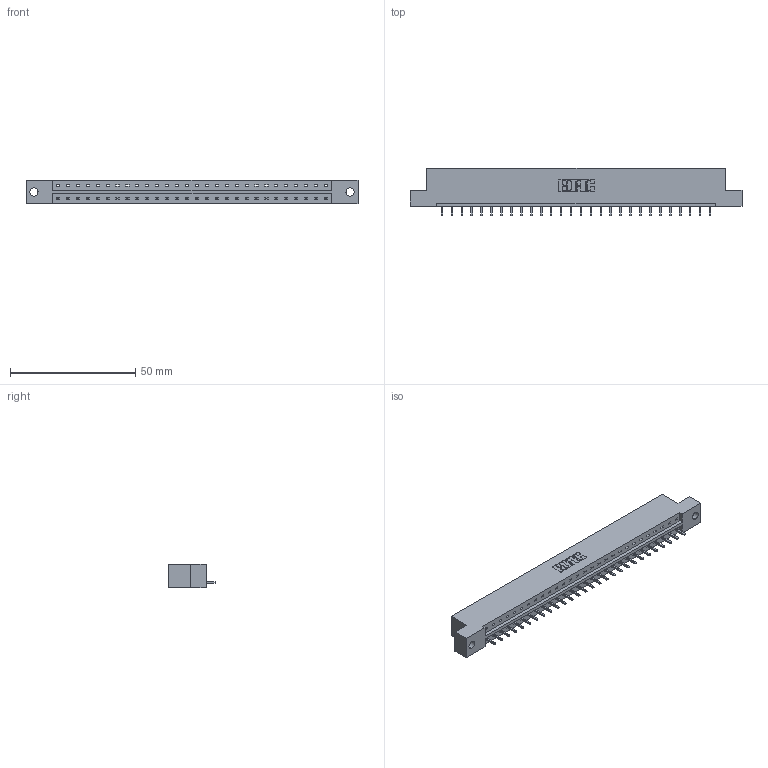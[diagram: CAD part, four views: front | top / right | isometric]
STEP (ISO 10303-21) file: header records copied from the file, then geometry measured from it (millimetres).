
FILE_DESCRIPTION (( 'STEP AP203' ), '1' );
FILE_NAME ('833-028-521-102.STEP', '2020-06-02T07:50:22', ( '' ), ( '' ), 'SwSTEP 2.0', 'SolidWorks 2020', '' );
FILE_SCHEMA (( 'CONFIG_CONTROL_DESIGN' ));
Length unit declared in the file: inch
Products named in the file (3): 833-028-521-102; 833 Part_Flush - .128 Dia; 345-292-001_345-293-121
Assembly tree (29 placements, depth 2):
  833-028-521-102
    833 Part_Flush - .128 Dia
    345-292-001_345-293-121  x28
Bounding box: 132.49 x 19.06 x 9.4 mm (x, y, z)
Volume: 13095.1 mm3; surface area: 13474.4 mm2
Topology: 29 solids, 29 shells, 1738 faces, 5239 edges, 3454 vertices
Faces by surface type: plane 1246, cylinder 492
Entity records: 18949 total; most frequent: CARTESIAN_POINT 3278, ORIENTED_EDGE 3242, DIRECTION 2793, EDGE_CURVE 1621, VECTOR 1493, LINE 1493, VERTEX_POINT 1078, AXIS2_PLACEMENT_3D 650
